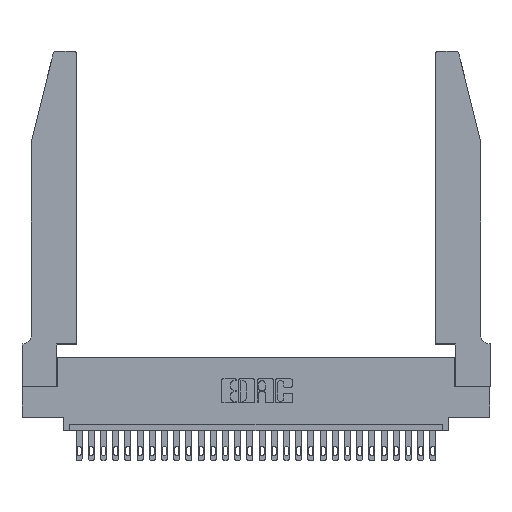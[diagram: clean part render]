
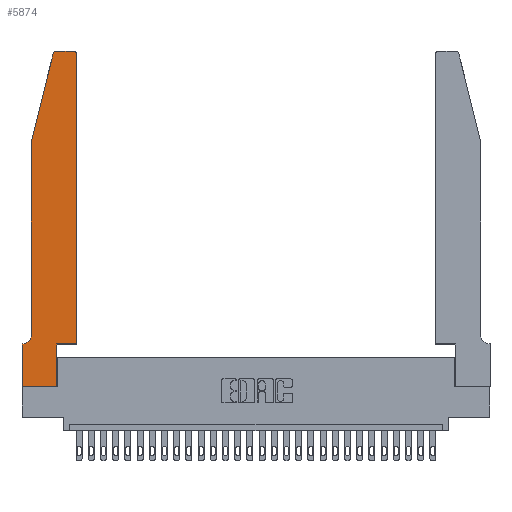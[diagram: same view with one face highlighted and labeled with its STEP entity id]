
A CAD part, top view. The second image highlights one B-rep face of the part: STEP entity #5874.
In plain terms, the highlighted planar face has unit normal (0, 0, 1).
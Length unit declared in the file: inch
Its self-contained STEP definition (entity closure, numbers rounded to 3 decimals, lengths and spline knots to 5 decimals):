
#122 = VECTOR ( 'NONE', #26316, 39.37008 ) ;
#218 = ORIENTED_EDGE ( 'NONE', *, *, #16876, .T. ) ;
#836 = LINE ( 'NONE', #8350, #122 ) ;
#956 = CARTESIAN_POINT ( 'NONE',  ( 0.2605, 2.75, 0.37 ) ) ;
#1291 = DIRECTION ( 'NONE',  ( 0., 0., 1. ) ) ;
#2009 = LINE ( 'NONE', #15039, #17033 ) ;
#2900 = CIRCLE ( 'NONE', #15127, 0.07 ) ;
#3460 = EDGE_CURVE ( 'NONE', #27927, #11354, #13261, .T. ) ;
#3510 = CARTESIAN_POINT ( 'NONE',  ( 0.0755, 0.42, 0.37 ) ) ;
#3658 = CARTESIAN_POINT ( 'NONE',  ( 0., 0.35, 0.37 ) ) ;
#3695 = LINE ( 'NONE', #28473, #20056 ) ;
#3837 = DIRECTION ( 'NONE',  ( 1., 0., 0. ) ) ;
#4308 = EDGE_CURVE ( 'NONE', #11354, #27013, #3695, .T. ) ;
#4581 = DIRECTION ( 'NONE',  ( 1., 0., 0. ) ) ;
#4765 = CARTESIAN_POINT ( 'NONE',  ( 0.2865, 0.35, 0.37 ) ) ;
#5084 = VERTEX_POINT ( 'NONE', #6054 ) ;
#5644 = VECTOR ( 'NONE', #25691, 39.37008 ) ;
#5731 = AXIS2_PLACEMENT_3D ( 'NONE', #3658, #1291, #25871 ) ;
#5778 = VERTEX_POINT ( 'NONE', #13542 ) ;
#5874 = ADVANCED_FACE ( 'NONE', ( #25544 ), #16917, .T. ) ;
#5950 = EDGE_CURVE ( 'NONE', #5778, #27927, #22408, .T. ) ;
#6054 = CARTESIAN_POINT ( 'NONE',  ( 0.4205, 2.75, 0.37 ) ) ;
#6136 = CARTESIAN_POINT ( 'NONE',  ( 0., 0., 0.37 ) ) ;
#6646 = ORIENTED_EDGE ( 'NONE', *, *, #11665, .T. ) ;
#6747 = VECTOR ( 'NONE', #9350, 39.37008 ) ;
#6847 = AXIS2_PLACEMENT_3D ( 'NONE', #13830, #9179, #15829 ) ;
#7810 = EDGE_CURVE ( 'NONE', #5084, #19834, #13083, .T. ) ;
#8174 = AXIS2_PLACEMENT_3D ( 'NONE', #11420, #20394, #20021 ) ;
#8350 = CARTESIAN_POINT ( 'NONE',  ( 0.0755, 2., 0.37 ) ) ;
#8568 = VERTEX_POINT ( 'NONE', #16611 ) ;
#8592 = VECTOR ( 'NONE', #25937, 39.37008 ) ;
#9179 = DIRECTION ( 'NONE',  ( 0., 0., 1. ) ) ;
#9350 = DIRECTION ( 'NONE',  ( 0., 1., 0. ) ) ;
#9472 = LINE ( 'NONE', #9963, #5644 ) ;
#9950 = CIRCLE ( 'NONE', #6847, 0.03 ) ;
#9963 = CARTESIAN_POINT ( 'NONE',  ( 0.4505, 0.35, 0.37 ) ) ;
#10676 = CARTESIAN_POINT ( 'NONE',  ( 0.284, 2.75, 0.37 ) ) ;
#11291 = ORIENTED_EDGE ( 'NONE', *, *, #15130, .T. ) ;
#11354 = VERTEX_POINT ( 'NONE', #6136 ) ;
#11420 = CARTESIAN_POINT ( 'NONE',  ( 0.284, 2.72, 0.37 ) ) ;
#11625 = VERTEX_POINT ( 'NONE', #23710 ) ;
#11665 = EDGE_CURVE ( 'NONE', #8568, #22770, #9472, .T. ) ;
#12343 = CARTESIAN_POINT ( 'NONE',  ( 0.25487, 2.72718, 0.37 ) ) ;
#12938 = VECTOR ( 'NONE', #25173, 39.37008 ) ;
#13083 = LINE ( 'NONE', #956, #8592 ) ;
#13193 = VERTEX_POINT ( 'NONE', #3510 ) ;
#13261 = LINE ( 'NONE', #13923, #12938 ) ;
#13542 = CARTESIAN_POINT ( 'NONE',  ( 0.0055, 0.35, 0.37 ) ) ;
#13806 = CARTESIAN_POINT ( 'NONE',  ( 0.4505, 0.35, 0.37 ) ) ;
#13830 = CARTESIAN_POINT ( 'NONE',  ( 0.4205, 2.72, 0.37 ) ) ;
#13923 = CARTESIAN_POINT ( 'NONE',  ( 0., 0., 0.37 ) ) ;
#14040 = ORIENTED_EDGE ( 'NONE', *, *, #3460, .T. ) ;
#14077 = ORIENTED_EDGE ( 'NONE', *, *, #4308, .T. ) ;
#15039 = CARTESIAN_POINT ( 'NONE',  ( 0.0755, 2., 0.37 ) ) ;
#15127 = AXIS2_PLACEMENT_3D ( 'NONE', #17444, #19743, #17740 ) ;
#15130 = EDGE_CURVE ( 'NONE', #17301, #13193, #2009, .T. ) ;
#15281 = CIRCLE ( 'NONE', #8174, 0.03 ) ;
#15655 = DIRECTION ( 'NONE',  ( -1., 0., 0. ) ) ;
#15757 = CARTESIAN_POINT ( 'NONE',  ( 0.0755, 0.35, 0.37 ) ) ;
#15829 = DIRECTION ( 'NONE',  ( 1., 0., 0. ) ) ;
#16597 = EDGE_CURVE ( 'NONE', #19770, #17301, #836, .T. ) ;
#16611 = CARTESIAN_POINT ( 'NONE',  ( 0.4505, 0.35, 0.37 ) ) ;
#16876 = EDGE_CURVE ( 'NONE', #27013, #11625, #24655, .T. ) ;
#16917 = PLANE ( 'NONE',  #5731 ) ;
#17033 = VECTOR ( 'NONE', #24326, 39.37008 ) ;
#17301 = VERTEX_POINT ( 'NONE', #25031 ) ;
#17444 = CARTESIAN_POINT ( 'NONE',  ( 0.0055, 0.42, 0.37 ) ) ;
#17740 = DIRECTION ( 'NONE',  ( -1., 0., 0. ) ) ;
#18470 = ORIENTED_EDGE ( 'NONE', *, *, #20810, .T. ) ;
#18970 = LINE ( 'NONE', #13806, #27709 ) ;
#19743 = DIRECTION ( 'NONE',  ( 0., 0., -1. ) ) ;
#19770 = VERTEX_POINT ( 'NONE', #12343 ) ;
#19834 = VERTEX_POINT ( 'NONE', #10676 ) ;
#20021 = DIRECTION ( 'NONE',  ( 1., 0., 0. ) ) ;
#20056 = VECTOR ( 'NONE', #3837, 39.37008 ) ;
#20267 = VECTOR ( 'NONE', #15655, 39.37008 ) ;
#20394 = DIRECTION ( 'NONE',  ( 0., 0., 1. ) ) ;
#20785 = ORIENTED_EDGE ( 'NONE', *, *, #25100, .T. ) ;
#20810 = EDGE_CURVE ( 'NONE', #19834, #19770, #15281, .T. ) ;
#21150 = EDGE_LOOP ( 'NONE', ( #24652, #18470, #23085, #11291, #24171, #23954, #14040, #14077, #218, #20785, #6646, #24613 ) ) ;
#22109 = EDGE_CURVE ( 'NONE', #22770, #5084, #9950, .T. ) ;
#22408 = LINE ( 'NONE', #15757, #20267 ) ;
#22770 = VERTEX_POINT ( 'NONE', #24182 ) ;
#23085 = ORIENTED_EDGE ( 'NONE', *, *, #16597, .T. ) ;
#23710 = CARTESIAN_POINT ( 'NONE',  ( 0.2865, 0.35, 0.37 ) ) ;
#23899 = CARTESIAN_POINT ( 'NONE',  ( 0., 0.35, 0.37 ) ) ;
#23954 = ORIENTED_EDGE ( 'NONE', *, *, #5950, .T. ) ;
#24171 = ORIENTED_EDGE ( 'NONE', *, *, #24546, .T. ) ;
#24182 = CARTESIAN_POINT ( 'NONE',  ( 0.4505, 2.72, 0.37 ) ) ;
#24326 = DIRECTION ( 'NONE',  ( 0., -1., 0. ) ) ;
#24546 = EDGE_CURVE ( 'NONE', #13193, #5778, #2900, .T. ) ;
#24613 = ORIENTED_EDGE ( 'NONE', *, *, #22109, .T. ) ;
#24652 = ORIENTED_EDGE ( 'NONE', *, *, #7810, .T. ) ;
#24655 = LINE ( 'NONE', #4765, #6747 ) ;
#25031 = CARTESIAN_POINT ( 'NONE',  ( 0.0755, 2., 0.37 ) ) ;
#25100 = EDGE_CURVE ( 'NONE', #11625, #8568, #18970, .T. ) ;
#25173 = DIRECTION ( 'NONE',  ( 0., -1., 0. ) ) ;
#25178 = CARTESIAN_POINT ( 'NONE',  ( 0.2865, 0., 0.37 ) ) ;
#25544 = FACE_OUTER_BOUND ( 'NONE', #21150, .T. ) ;
#25691 = DIRECTION ( 'NONE',  ( 0., 1., 0. ) ) ;
#25871 = DIRECTION ( 'NONE',  ( 1., 0., 0. ) ) ;
#25937 = DIRECTION ( 'NONE',  ( -1., 0., 0. ) ) ;
#26316 = DIRECTION ( 'NONE',  ( -0.239, -0.971, 0. ) ) ;
#27013 = VERTEX_POINT ( 'NONE', #25178 ) ;
#27709 = VECTOR ( 'NONE', #4581, 39.37008 ) ;
#27927 = VERTEX_POINT ( 'NONE', #23899 ) ;
#28473 = CARTESIAN_POINT ( 'NONE',  ( 0., 0., 0.37 ) ) ;
